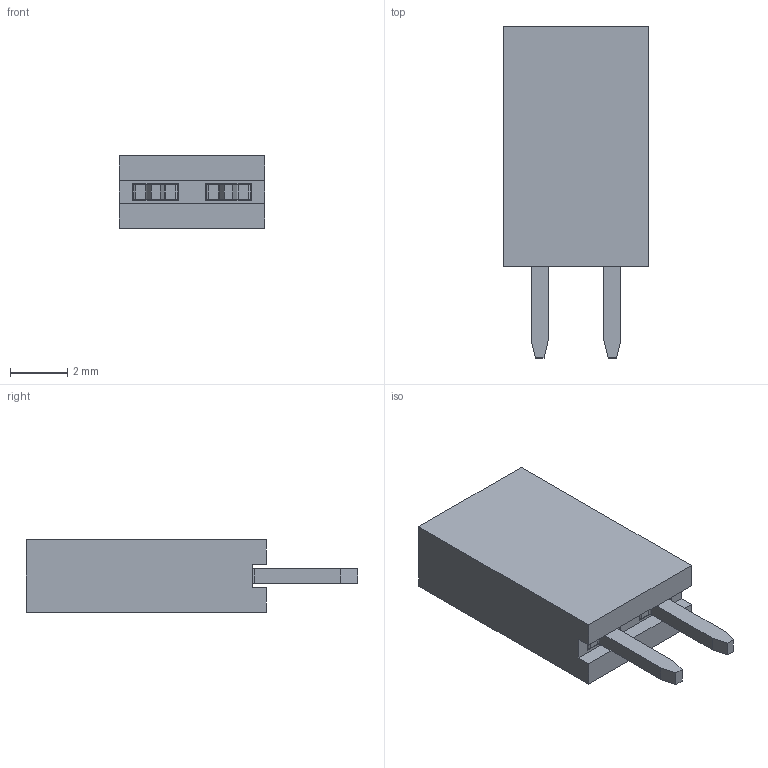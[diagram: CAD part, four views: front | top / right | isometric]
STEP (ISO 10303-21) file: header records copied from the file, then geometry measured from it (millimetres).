
FILE_DESCRIPTION((''),'2;1');
FILE_NAME('PBS-2.stp','2019-11-02T10:43:41',('Shuvalov'),(''),'Autodesk Inventor 2011','Autodesk Inventor 2011','');
FILE_SCHEMA(('CONFIG_CONTROL_DESIGN'));
Length unit declared in the file: millimetre
Products named in the file (1): PBS-2
Bounding box: 5.08 x 11.6 x 2.54 mm (x, y, z)
Volume: 99.5 mm3; surface area: 224.4 mm2
Topology: 3 solids, 3 shells, 70 faces, 172 edges, 112 vertices
Faces by surface type: plane 62, cylinder 8
Entity records: 2096 total; most frequent: CARTESIAN_POINT 355, ORIENTED_EDGE 344, DIRECTION 330, EDGE_CURVE 172, VECTOR 156, LINE 156, VERTEX_POINT 112, AXIS2_PLACEMENT_3D 87
